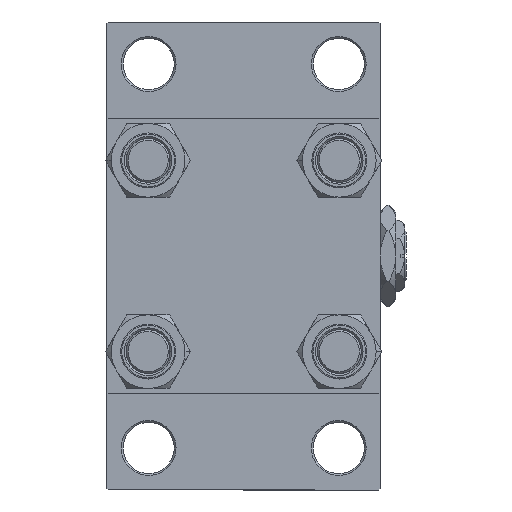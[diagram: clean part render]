
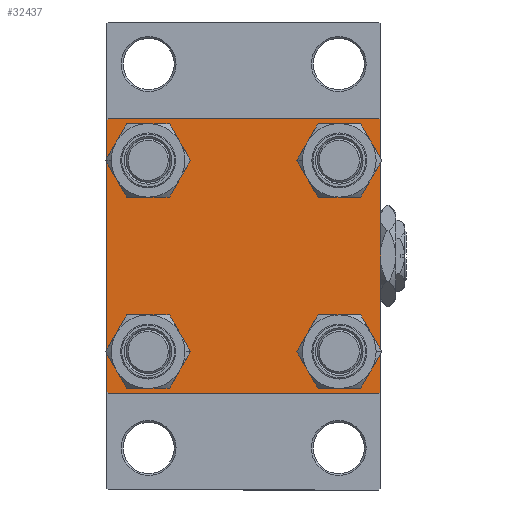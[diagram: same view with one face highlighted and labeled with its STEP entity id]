
A CAD part, left-side view. The second image highlights one B-rep face of the part: STEP entity #32437.
In plain terms, the highlighted planar face has unit normal (-1, 0, 0).
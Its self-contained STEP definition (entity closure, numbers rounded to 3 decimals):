
#761 = EDGE_CURVE ( 'NONE', #8271, #16732, #18764, .T. ) ;
#1436 = VERTEX_POINT ( 'NONE', #5804 ) ;
#1483 = LINE ( 'NONE', #37819, #51179 ) ;
#1634 = ORIENTED_EDGE ( 'NONE', *, *, #17683, .T. ) ;
#1966 = DIRECTION ( 'NONE',  ( 0., 0., 1. ) ) ;
#2241 = CARTESIAN_POINT ( 'NONE',  ( 0., -26.15, -32.65 ) ) ;
#2529 = CARTESIAN_POINT ( 'NONE',  ( 0., 26.15, -19.65 ) ) ;
#2943 = DIRECTION ( 'NONE',  ( 0., -0.707, 0.707 ) ) ;
#3246 = DIRECTION ( 'NONE',  ( 1., 0., 0. ) ) ;
#4133 = CARTESIAN_POINT ( 'NONE',  ( 0., 26.15, 26.15 ) ) ;
#4266 = CARTESIAN_POINT ( 'NONE',  ( 0., 37.5, -37.5 ) ) ;
#4897 = CARTESIAN_POINT ( 'NONE',  ( 0., 26.15, 19.65 ) ) ;
#5625 = FACE_BOUND ( 'NONE', #39668, .T. ) ;
#5804 = CARTESIAN_POINT ( 'NONE',  ( 0., 37., 37.5 ) ) ;
#6377 = LINE ( 'NONE', #26656, #31781 ) ;
#7203 = CARTESIAN_POINT ( 'NONE',  ( 0., 26.15, -26.15 ) ) ;
#7221 = AXIS2_PLACEMENT_3D ( 'NONE', #20742, #48714, #36287 ) ;
#7679 = AXIS2_PLACEMENT_3D ( 'NONE', #7203, #3246, #23765 ) ;
#7825 = CARTESIAN_POINT ( 'NONE',  ( 0., -26.15, 26.15 ) ) ;
#8271 = VERTEX_POINT ( 'NONE', #41615 ) ;
#8670 = VERTEX_POINT ( 'NONE', #2529 ) ;
#9610 = CARTESIAN_POINT ( 'NONE',  ( 0., -26.15, 26.15 ) ) ;
#10190 = EDGE_CURVE ( 'NONE', #12049, #48566, #38114, .T. ) ;
#10622 = DIRECTION ( 'NONE',  ( 0., -0.707, -0.707 ) ) ;
#11024 = EDGE_LOOP ( 'NONE', ( #31705, #1634 ) ) ;
#11075 = ORIENTED_EDGE ( 'NONE', *, *, #45117, .F. ) ;
#11120 = FACE_OUTER_BOUND ( 'NONE', #45972, .T. ) ;
#12049 = VERTEX_POINT ( 'NONE', #15461 ) ;
#12155 = CARTESIAN_POINT ( 'NONE',  ( 0., -26.15, 32.65 ) ) ;
#12657 = EDGE_CURVE ( 'NONE', #48102, #14438, #47249, .T. ) ;
#13133 = EDGE_CURVE ( 'NONE', #12049, #26770, #1483, .T. ) ;
#13485 = EDGE_CURVE ( 'NONE', #45318, #26770, #6377, .T. ) ;
#13611 = CARTESIAN_POINT ( 'NONE',  ( 0., 37.25, 37.25 ) ) ;
#14130 = DIRECTION ( 'NONE',  ( 1., 0., 0. ) ) ;
#14438 = VERTEX_POINT ( 'NONE', #39299 ) ;
#14906 = CARTESIAN_POINT ( 'NONE',  ( 0., 26.15, 26.15 ) ) ;
#15064 = VECTOR ( 'NONE', #43918, 1000. ) ;
#15173 = CIRCLE ( 'NONE', #39578, 6.5 ) ;
#15461 = CARTESIAN_POINT ( 'NONE',  ( 0., -37.5, 37. ) ) ;
#15722 = DIRECTION ( 'NONE',  ( 0., 0., 1. ) ) ;
#16415 = EDGE_CURVE ( 'NONE', #16732, #8271, #52104, .T. ) ;
#16732 = VERTEX_POINT ( 'NONE', #12155 ) ;
#17287 = DIRECTION ( 'NONE',  ( 0., 0., 1. ) ) ;
#17447 = VECTOR ( 'NONE', #30634, 1000. ) ;
#17683 = EDGE_CURVE ( 'NONE', #40670, #32584, #23533, .T. ) ;
#18255 = VERTEX_POINT ( 'NONE', #41093 ) ;
#18762 = LINE ( 'NONE', #50695, #20012 ) ;
#18764 = CIRCLE ( 'NONE', #32241, 6.5 ) ;
#19333 = DIRECTION ( 'NONE',  ( 0., 0., 1. ) ) ;
#19456 = EDGE_CURVE ( 'NONE', #51847, #45318, #30964, .T. ) ;
#19786 = CARTESIAN_POINT ( 'NONE',  ( 0., 0., 0. ) ) ;
#20012 = VECTOR ( 'NONE', #10622, 1000. ) ;
#20571 = CARTESIAN_POINT ( 'NONE',  ( 0., 26.15, 32.65 ) ) ;
#20573 = EDGE_CURVE ( 'NONE', #8670, #44738, #30394, .T. ) ;
#20613 = ORIENTED_EDGE ( 'NONE', *, *, #13485, .T. ) ;
#20742 = CARTESIAN_POINT ( 'NONE',  ( 0., 26.15, -26.15 ) ) ;
#21458 = CIRCLE ( 'NONE', #24807, 6.5 ) ;
#22222 = CARTESIAN_POINT ( 'NONE',  ( 0., 37., -37.5 ) ) ;
#22300 = DIRECTION ( 'NONE',  ( 0., 0.707, 0.707 ) ) ;
#22463 = DIRECTION ( 'NONE',  ( 1., 0., 0. ) ) ;
#23088 = LINE ( 'NONE', #39421, #15064 ) ;
#23533 = CIRCLE ( 'NONE', #34439, 6.5 ) ;
#23765 = DIRECTION ( 'NONE',  ( 0., 0., 1. ) ) ;
#24807 = AXIS2_PLACEMENT_3D ( 'NONE', #35915, #26991, #19333 ) ;
#24905 = CARTESIAN_POINT ( 'NONE',  ( 0., -37., -37.5 ) ) ;
#25151 = ORIENTED_EDGE ( 'NONE', *, *, #34036, .T. ) ;
#25784 = ORIENTED_EDGE ( 'NONE', *, *, #16415, .T. ) ;
#26426 = CARTESIAN_POINT ( 'NONE',  ( 0., -26.15, -26.15 ) ) ;
#26504 = DIRECTION ( 'NONE',  ( 0., 0.707, -0.707 ) ) ;
#26656 = CARTESIAN_POINT ( 'NONE',  ( 0., -37.25, -37.25 ) ) ;
#26770 = VERTEX_POINT ( 'NONE', #50990 ) ;
#26991 = DIRECTION ( 'NONE',  ( 1., 0., 0. ) ) ;
#27494 = CARTESIAN_POINT ( 'NONE',  ( 0., 37.5, 37. ) ) ;
#27933 = EDGE_CURVE ( 'NONE', #1436, #48102, #33629, .T. ) ;
#28636 = DIRECTION ( 'NONE',  ( 1., 0., 0. ) ) ;
#29944 = CIRCLE ( 'NONE', #7221, 6.5 ) ;
#29998 = VECTOR ( 'NONE', #22300, 1000. ) ;
#30394 = CIRCLE ( 'NONE', #7679, 6.5 ) ;
#30397 = EDGE_LOOP ( 'NONE', ( #51105, #25151 ) ) ;
#30634 = DIRECTION ( 'NONE',  ( 0., 0., -1. ) ) ;
#30964 = LINE ( 'NONE', #4266, #41274 ) ;
#31074 = AXIS2_PLACEMENT_3D ( 'NONE', #7825, #42901, #15722 ) ;
#31151 = FACE_BOUND ( 'NONE', #30397, .T. ) ;
#31191 = ORIENTED_EDGE ( 'NONE', *, *, #47564, .T. ) ;
#31521 = CARTESIAN_POINT ( 'NONE',  ( 0., -37., 37.5 ) ) ;
#31705 = ORIENTED_EDGE ( 'NONE', *, *, #44479, .T. ) ;
#31781 = VECTOR ( 'NONE', #2943, 1000. ) ;
#31806 = ORIENTED_EDGE ( 'NONE', *, *, #32102, .T. ) ;
#32102 = EDGE_CURVE ( 'NONE', #34410, #18255, #21458, .T. ) ;
#32241 = AXIS2_PLACEMENT_3D ( 'NONE', #9610, #38048, #1966 ) ;
#32369 = AXIS2_PLACEMENT_3D ( 'NONE', #19786, #47752, #51193 ) ;
#32437 = ADVANCED_FACE ( 'NONE', ( #5625, #39048, #31151, #43291, #11120 ), #47244, .T. ) ;
#32584 = VERTEX_POINT ( 'NONE', #20571 ) ;
#32683 = CARTESIAN_POINT ( 'NONE',  ( 0., 26.15, -32.65 ) ) ;
#33396 = EDGE_LOOP ( 'NONE', ( #31191, #31806 ) ) ;
#33564 = AXIS2_PLACEMENT_3D ( 'NONE', #14906, #14130, #50520 ) ;
#33611 = DIRECTION ( 'NONE',  ( 0., 0., -1. ) ) ;
#33629 = LINE ( 'NONE', #13611, #38954 ) ;
#34036 = EDGE_CURVE ( 'NONE', #44738, #8670, #29944, .T. ) ;
#34410 = VERTEX_POINT ( 'NONE', #2241 ) ;
#34439 = AXIS2_PLACEMENT_3D ( 'NONE', #4133, #28636, #17287 ) ;
#34697 = ORIENTED_EDGE ( 'NONE', *, *, #27933, .T. ) ;
#35310 = ORIENTED_EDGE ( 'NONE', *, *, #10190, .T. ) ;
#35915 = CARTESIAN_POINT ( 'NONE',  ( 0., -26.15, -26.15 ) ) ;
#36287 = DIRECTION ( 'NONE',  ( 0., 0., 1. ) ) ;
#37575 = ORIENTED_EDGE ( 'NONE', *, *, #42647, .T. ) ;
#37819 = CARTESIAN_POINT ( 'NONE',  ( 0., -37.5, 37.5 ) ) ;
#38048 = DIRECTION ( 'NONE',  ( 1., 0., 0. ) ) ;
#38114 = LINE ( 'NONE', #51293, #29998 ) ;
#38535 = DIRECTION ( 'NONE',  ( 0., 0., 1. ) ) ;
#38954 = VECTOR ( 'NONE', #26504, 1000. ) ;
#39048 = FACE_BOUND ( 'NONE', #33396, .T. ) ;
#39299 = CARTESIAN_POINT ( 'NONE',  ( 0., 37.5, -37. ) ) ;
#39421 = CARTESIAN_POINT ( 'NONE',  ( 0., 37.5, 37.5 ) ) ;
#39476 = ORIENTED_EDGE ( 'NONE', *, *, #19456, .T. ) ;
#39578 = AXIS2_PLACEMENT_3D ( 'NONE', #26426, #22463, #38535 ) ;
#39668 = EDGE_LOOP ( 'NONE', ( #25784, #47684 ) ) ;
#40670 = VERTEX_POINT ( 'NONE', #4897 ) ;
#41093 = CARTESIAN_POINT ( 'NONE',  ( 0., -26.15, -19.65 ) ) ;
#41274 = VECTOR ( 'NONE', #43101, 1000. ) ;
#41544 = ORIENTED_EDGE ( 'NONE', *, *, #13133, .F. ) ;
#41615 = CARTESIAN_POINT ( 'NONE',  ( 0., -26.15, 19.65 ) ) ;
#42647 = EDGE_CURVE ( 'NONE', #14438, #51847, #18762, .T. ) ;
#42901 = DIRECTION ( 'NONE',  ( 1., 0., 0. ) ) ;
#43101 = DIRECTION ( 'NONE',  ( 0., -1., 0. ) ) ;
#43291 = FACE_BOUND ( 'NONE', #11024, .T. ) ;
#43918 = DIRECTION ( 'NONE',  ( 0., -1., 0. ) ) ;
#44479 = EDGE_CURVE ( 'NONE', #32584, #40670, #45403, .T. ) ;
#44738 = VERTEX_POINT ( 'NONE', #32683 ) ;
#45117 = EDGE_CURVE ( 'NONE', #1436, #48566, #23088, .T. ) ;
#45318 = VERTEX_POINT ( 'NONE', #24905 ) ;
#45403 = CIRCLE ( 'NONE', #33564, 6.5 ) ;
#45972 = EDGE_LOOP ( 'NONE', ( #50056, #37575, #39476, #20613, #41544, #35310, #11075, #34697 ) ) ;
#47244 = PLANE ( 'NONE',  #32369 ) ;
#47249 = LINE ( 'NONE', #47504, #17447 ) ;
#47504 = CARTESIAN_POINT ( 'NONE',  ( 0., 37.5, 37.5 ) ) ;
#47564 = EDGE_CURVE ( 'NONE', #18255, #34410, #15173, .T. ) ;
#47684 = ORIENTED_EDGE ( 'NONE', *, *, #761, .T. ) ;
#47752 = DIRECTION ( 'NONE',  ( -1., 0., 0. ) ) ;
#48102 = VERTEX_POINT ( 'NONE', #27494 ) ;
#48566 = VERTEX_POINT ( 'NONE', #31521 ) ;
#48714 = DIRECTION ( 'NONE',  ( 1., 0., 0. ) ) ;
#50056 = ORIENTED_EDGE ( 'NONE', *, *, #12657, .T. ) ;
#50520 = DIRECTION ( 'NONE',  ( 0., 0., 1. ) ) ;
#50695 = CARTESIAN_POINT ( 'NONE',  ( 0., 37.25, -37.25 ) ) ;
#50990 = CARTESIAN_POINT ( 'NONE',  ( 0., -37.5, -37. ) ) ;
#51105 = ORIENTED_EDGE ( 'NONE', *, *, #20573, .T. ) ;
#51179 = VECTOR ( 'NONE', #33611, 1000. ) ;
#51193 = DIRECTION ( 'NONE',  ( 0., 0., 1. ) ) ;
#51293 = CARTESIAN_POINT ( 'NONE',  ( 0., -37.25, 37.25 ) ) ;
#51847 = VERTEX_POINT ( 'NONE', #22222 ) ;
#52104 = CIRCLE ( 'NONE', #31074, 6.5 ) ;
